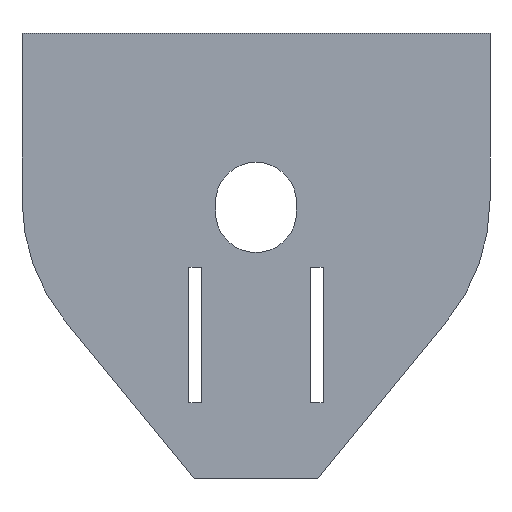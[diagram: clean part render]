
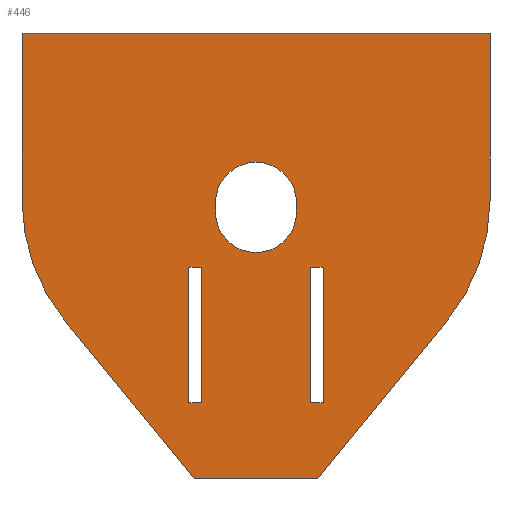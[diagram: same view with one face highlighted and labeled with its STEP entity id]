
A CAD part, front view. The second image highlights one B-rep face of the part: STEP entity #446.
In plain terms, the highlighted planar face has unit normal (0, -1, 0).
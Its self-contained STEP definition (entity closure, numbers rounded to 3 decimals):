
#18=FACE_BOUND('',#80,.T.);
#19=FACE_BOUND('',#81,.T.);
#20=FACE_BOUND('',#82,.T.);
#22=CIRCLE('',#469,4.4);
#24=CIRCLE('',#473,4.4);
#26=CIRCLE('',#482,20.75);
#28=CIRCLE('',#488,20.75);
#54=FACE_OUTER_BOUND('',#79,.T.);
#79=EDGE_LOOP('',(#387,#388,#389,#390,#391,#392,#393,#394));
#80=EDGE_LOOP('',(#395,#396,#397,#398));
#81=EDGE_LOOP('',(#399,#400,#401,#402));
#82=EDGE_LOOP('',(#403,#404,#405,#406));
#85=LINE('',#613,#137);
#89=LINE('',#622,#141);
#92=LINE('',#628,#144);
#95=LINE('',#634,#147);
#98=LINE('',#638,#150);
#101=LINE('',#646,#153);
#105=LINE('',#658,#157);
#109=LINE('',#670,#161);
#112=LINE('',#676,#164);
#115=LINE('',#682,#167);
#118=LINE('',#686,#170);
#121=LINE('',#692,#173);
#123=LINE('',#697,#175);
#127=LINE('',#709,#179);
#130=LINE('',#715,#182);
#133=LINE('',#721,#185);
#137=VECTOR('',#497,10.);
#141=VECTOR('',#503,10.);
#144=VECTOR('',#508,10.);
#147=VECTOR('',#513,10.);
#150=VECTOR('',#518,10.);
#153=VECTOR('',#523,10.);
#157=VECTOR('',#535,10.);
#161=VECTOR('',#547,10.);
#164=VECTOR('',#552,10.);
#167=VECTOR('',#557,10.);
#170=VECTOR('',#562,10.);
#173=VECTOR('',#567,10.);
#175=VECTOR('',#571,10.);
#179=VECTOR('',#583,10.);
#182=VECTOR('',#588,10.);
#185=VECTOR('',#593,10.);
#189=VERTEX_POINT('',#610);
#190=VERTEX_POINT('',#612);
#193=VERTEX_POINT('',#619);
#194=VERTEX_POINT('',#621);
#196=VERTEX_POINT('',#627);
#198=VERTEX_POINT('',#633);
#201=VERTEX_POINT('',#643);
#202=VERTEX_POINT('',#645);
#204=VERTEX_POINT('',#651);
#206=VERTEX_POINT('',#657);
#209=VERTEX_POINT('',#667);
#210=VERTEX_POINT('',#669);
#212=VERTEX_POINT('',#675);
#214=VERTEX_POINT('',#681);
#216=VERTEX_POINT('',#690);
#218=VERTEX_POINT('',#696);
#220=VERTEX_POINT('',#702);
#222=VERTEX_POINT('',#708);
#224=VERTEX_POINT('',#714);
#226=VERTEX_POINT('',#720);
#229=EDGE_CURVE('',#189,#190,#85,.T.);
#233=EDGE_CURVE('',#194,#193,#89,.T.);
#236=EDGE_CURVE('',#196,#194,#92,.T.);
#239=EDGE_CURVE('',#198,#196,#95,.T.);
#242=EDGE_CURVE('',#193,#198,#98,.T.);
#245=EDGE_CURVE('',#202,#201,#101,.T.);
#248=EDGE_CURVE('',#204,#202,#22,.T.);
#251=EDGE_CURVE('',#206,#204,#105,.T.);
#254=EDGE_CURVE('',#201,#206,#24,.T.);
#257=EDGE_CURVE('',#210,#209,#109,.T.);
#260=EDGE_CURVE('',#212,#210,#112,.T.);
#263=EDGE_CURVE('',#214,#212,#115,.T.);
#266=EDGE_CURVE('',#209,#214,#118,.T.);
#269=EDGE_CURVE('',#216,#189,#121,.T.);
#271=EDGE_CURVE('',#218,#190,#123,.T.);
#274=EDGE_CURVE('',#220,#218,#26,.T.);
#277=EDGE_CURVE('',#222,#220,#127,.T.);
#280=EDGE_CURVE('',#224,#222,#130,.T.);
#283=EDGE_CURVE('',#226,#224,#133,.T.);
#286=EDGE_CURVE('',#216,#226,#28,.T.);
#387=ORIENTED_EDGE('',*,*,#286,.T.);
#388=ORIENTED_EDGE('',*,*,#283,.T.);
#389=ORIENTED_EDGE('',*,*,#280,.T.);
#390=ORIENTED_EDGE('',*,*,#277,.T.);
#391=ORIENTED_EDGE('',*,*,#274,.T.);
#392=ORIENTED_EDGE('',*,*,#271,.T.);
#393=ORIENTED_EDGE('',*,*,#229,.F.);
#394=ORIENTED_EDGE('',*,*,#269,.F.);
#395=ORIENTED_EDGE('',*,*,#266,.T.);
#396=ORIENTED_EDGE('',*,*,#263,.T.);
#397=ORIENTED_EDGE('',*,*,#260,.T.);
#398=ORIENTED_EDGE('',*,*,#257,.T.);
#399=ORIENTED_EDGE('',*,*,#254,.T.);
#400=ORIENTED_EDGE('',*,*,#251,.T.);
#401=ORIENTED_EDGE('',*,*,#248,.T.);
#402=ORIENTED_EDGE('',*,*,#245,.T.);
#403=ORIENTED_EDGE('',*,*,#242,.T.);
#404=ORIENTED_EDGE('',*,*,#239,.T.);
#405=ORIENTED_EDGE('',*,*,#236,.T.);
#406=ORIENTED_EDGE('',*,*,#233,.T.);
#424=PLANE('',#490);
#446=ADVANCED_FACE('',(#54,#18,#19,#20),#424,.F.);
#469=AXIS2_PLACEMENT_3D('',#652,#529,#530);
#473=AXIS2_PLACEMENT_3D('',#662,#541,#542);
#482=AXIS2_PLACEMENT_3D('',#703,#577,#578);
#488=AXIS2_PLACEMENT_3D('',#725,#599,#600);
#490=AXIS2_PLACEMENT_3D('',#727,#603,#604);
#497=DIRECTION('',(1.,0.,0.));
#503=DIRECTION('',(-1.,0.,0.));
#508=DIRECTION('',(0.,0.,-1.));
#513=DIRECTION('',(1.,0.,0.));
#518=DIRECTION('',(0.,0.,1.));
#523=DIRECTION('',(0.,0.,1.));
#529=DIRECTION('center_axis',(0.,1.,0.));
#530=DIRECTION('ref_axis',(1.,0.,0.));
#535=DIRECTION('',(0.,0.,-1.));
#541=DIRECTION('center_axis',(0.,1.,0.));
#542=DIRECTION('ref_axis',(-1.,0.,0.));
#547=DIRECTION('',(1.,0.,0.));
#552=DIRECTION('',(0.,0.,1.));
#557=DIRECTION('',(-1.,0.,0.));
#562=DIRECTION('',(0.,0.,-1.));
#567=DIRECTION('',(0.,0.,1.));
#571=DIRECTION('',(0.,0.,1.));
#577=DIRECTION('center_axis',(0.,-1.,0.));
#578=DIRECTION('ref_axis',(1.,0.,0.));
#583=DIRECTION('',(0.634,0.,0.773));
#588=DIRECTION('',(1.,0.,0.));
#593=DIRECTION('',(0.634,0.,-0.773));
#599=DIRECTION('center_axis',(0.,-1.,0.));
#600=DIRECTION('ref_axis',(-0.773,0.,-0.634));
#603=DIRECTION('center_axis',(0.,1.,0.));
#604=DIRECTION('ref_axis',(1.,0.,0.));
#610=CARTESIAN_POINT('',(-25.45,-2.,27.07));
#612=CARTESIAN_POINT('',(25.45,-2.,27.07));
#613=CARTESIAN_POINT('',(-25.45,-2.,27.07));
#619=CARTESIAN_POINT('',(5.905,-2.,-13.115));
#621=CARTESIAN_POINT('',(7.303,-2.,-13.115));
#622=CARTESIAN_POINT('',(5.905,-2.,-13.115));
#627=CARTESIAN_POINT('',(7.303,-2.,1.643));
#628=CARTESIAN_POINT('',(7.303,-2.,1.643));
#633=CARTESIAN_POINT('',(5.906,-2.,1.643));
#634=CARTESIAN_POINT('',(5.906,-2.,1.643));
#638=CARTESIAN_POINT('',(5.905,-2.,-9.603));
#643=CARTESIAN_POINT('',(-4.4,-2.,8.65));
#645=CARTESIAN_POINT('',(-4.4,-2.,7.65));
#646=CARTESIAN_POINT('',(-4.4,-2.,8.65));
#651=CARTESIAN_POINT('',(4.4,-2.,7.65));
#652=CARTESIAN_POINT('Origin',(0.,-2.,7.65));
#657=CARTESIAN_POINT('',(4.4,-2.,8.65));
#658=CARTESIAN_POINT('',(4.4,-2.,8.65));
#662=CARTESIAN_POINT('Origin',(0.,-2.,8.65));
#667=CARTESIAN_POINT('',(-5.906,-2.,1.643));
#669=CARTESIAN_POINT('',(-7.303,-2.,1.643));
#670=CARTESIAN_POINT('',(-5.906,-2.,1.643));
#675=CARTESIAN_POINT('',(-7.303,-2.,-13.115));
#676=CARTESIAN_POINT('',(-7.303,-2.,-13.115));
#681=CARTESIAN_POINT('',(-5.905,-2.,-13.115));
#682=CARTESIAN_POINT('',(-5.905,-2.,-13.115));
#686=CARTESIAN_POINT('',(-5.906,-2.,-1.983));
#690=CARTESIAN_POINT('',(-25.45,-2.,8.938));
#692=CARTESIAN_POINT('',(-25.45,-2.,22.57));
#696=CARTESIAN_POINT('',(25.45,-2.,8.938));
#697=CARTESIAN_POINT('',(25.45,-2.,8.938));
#702=CARTESIAN_POINT('',(20.747,-2.,-4.217));
#703=CARTESIAN_POINT('Origin',(4.7,-2.,8.938));
#708=CARTESIAN_POINT('',(6.713,-2.,-21.336));
#709=CARTESIAN_POINT('',(20.747,-2.,-4.217));
#714=CARTESIAN_POINT('',(-6.713,-2.,-21.336));
#715=CARTESIAN_POINT('',(-6.713,-2.,-21.336));
#720=CARTESIAN_POINT('',(-20.747,-2.,-4.217));
#721=CARTESIAN_POINT('',(-20.747,-2.,-4.217));
#725=CARTESIAN_POINT('Origin',(-4.7,-2.,8.938));
#727=CARTESIAN_POINT('Origin',(0.,-2.,0.617));
